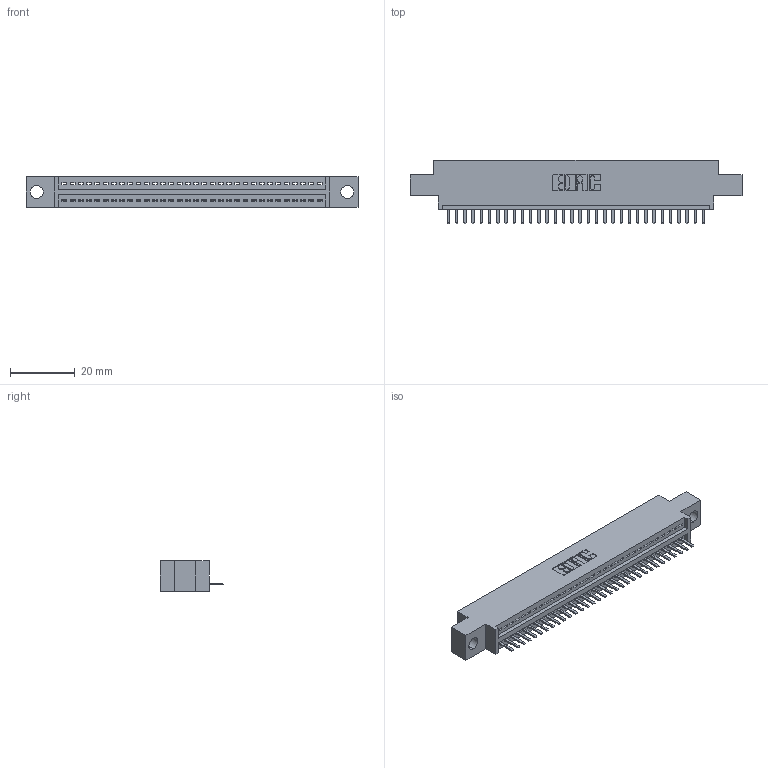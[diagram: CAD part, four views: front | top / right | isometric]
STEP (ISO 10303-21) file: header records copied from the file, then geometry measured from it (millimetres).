
FILE_DESCRIPTION (( 'STEP AP203' ), '1' );
FILE_NAME ('345-032-520-604.STEP', '2021-05-26T14:41:40', ( '' ), ( '' ), 'SwSTEP 2.0', 'SolidWorks 2020', '' );
FILE_SCHEMA (( 'CONFIG_CONTROL_DESIGN' ));
Length unit declared in the file: inch
Products named in the file (3): 345 Part_0.170 Offset - 0.156 Dia-TI; 345-032-520-604; 345-292-001_345-293-120
Assembly tree (33 placements, depth 2):
  345-032-520-604
    345 Part_0.170 Offset - 0.156 Dia-TI
    345-292-001_345-293-120  x32
Bounding box: 102.49 x 19.68 x 9.4 mm (x, y, z)
Volume: 9341.2 mm3; surface area: 11945.6 mm2
Topology: 33 solids, 33 shells, 2128 faces, 6277 edges, 4098 vertices
Faces by surface type: plane 1442, cylinder 686
Entity records: 26095 total; most frequent: CARTESIAN_POINT 4542, ORIENTED_EDGE 4494, DIRECTION 3967, EDGE_CURVE 2247, LINE 1983, VECTOR 1983, VERTEX_POINT 1494, AXIS2_PLACEMENT_3D 992
